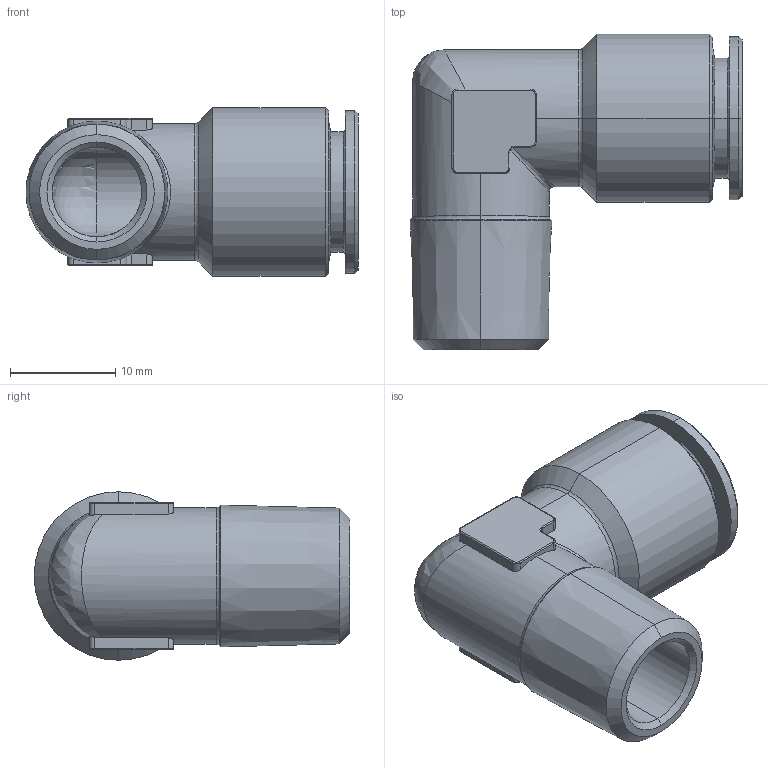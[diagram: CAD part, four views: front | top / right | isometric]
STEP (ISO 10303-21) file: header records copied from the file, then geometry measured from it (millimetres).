
FILE_DESCRIPTION (( 'STEP AP203' ), '1' );
FILE_NAME ('A0040052.STEP', '2009-01-30T16:07:45', ( 'UT1' ), ( 'sopra-pneumatic' ), 'SwSTEP 2.0', 'SolidWorks 2008', '' );
FILE_SCHEMA (( 'CONFIG_CONTROL_DESIGN' ));
Length unit declared in the file: millimetre
Products named in the file (1): A0040052
Bounding box: 31.54 x 30 x 16 mm (x, y, z)
Volume: 4032.7 mm3; surface area: 3737.4 mm2
Topology: 1 solids, 1 shells, 99 faces, 229 edges, 132 vertices
Faces by surface type: cylinder 40, cone 22, plane 18, torus 16, bspline 2, sphere 1
Entity records: 3034 total; most frequent: CARTESIAN_POINT 710, DIRECTION 506, ORIENTED_EDGE 454, EDGE_CURVE 227, AXIS2_PLACEMENT_3D 206, VERTEX_POINT 132, CIRCLE 108, EDGE_LOOP 103
